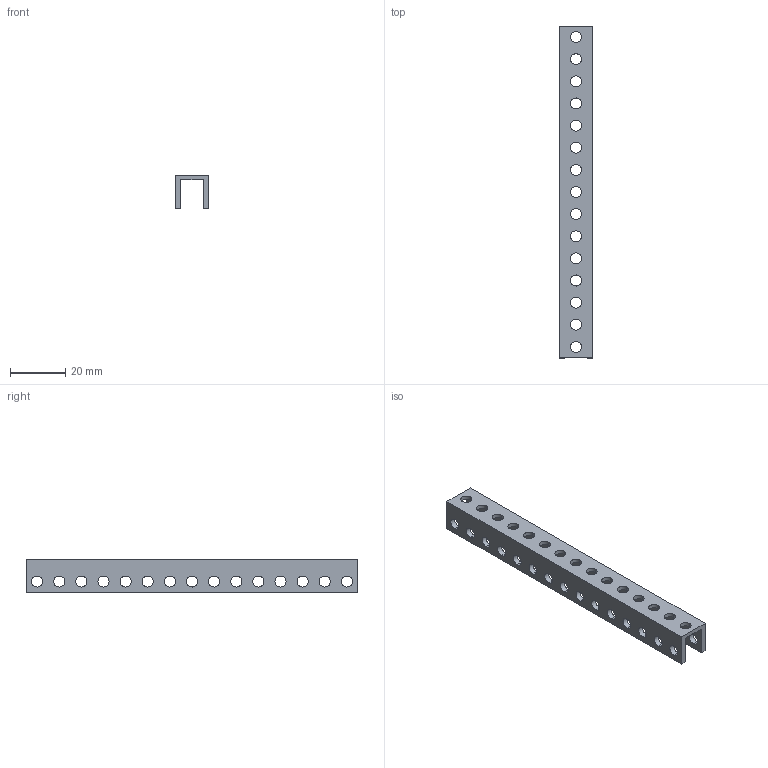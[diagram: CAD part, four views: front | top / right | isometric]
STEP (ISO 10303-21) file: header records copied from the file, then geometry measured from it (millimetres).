
FILE_DESCRIPTION (( 'STEP AP203' ), '1' );
FILE_NAME ('1101-0015-0120.STEP', '2017-03-30T14:12:42', ( '' ), ( '' ), 'SwSTEP 2.0', 'SolidWorks 2016', '' );
FILE_SCHEMA (( 'CONFIG_CONTROL_DESIGN' ));
Length unit declared in the file: millimetre
Products named in the file (1): 1101-0015-0120
Bounding box: 12 x 120 x 12 mm (x, y, z)
Volume: 6163.3 mm3; surface area: 8305.8 mm2
Topology: 1 solids, 1 shells, 100 faces, 294 edges, 196 vertices
Faces by surface type: cylinder 90, plane 10
Entity records: 3695 total; most frequent: DIRECTION 676, CARTESIAN_POINT 591, ORIENTED_EDGE 588, EDGE_CURVE 294, AXIS2_PLACEMENT_3D 281, VERTEX_POINT 196, EDGE_LOOP 190, CIRCLE 180
